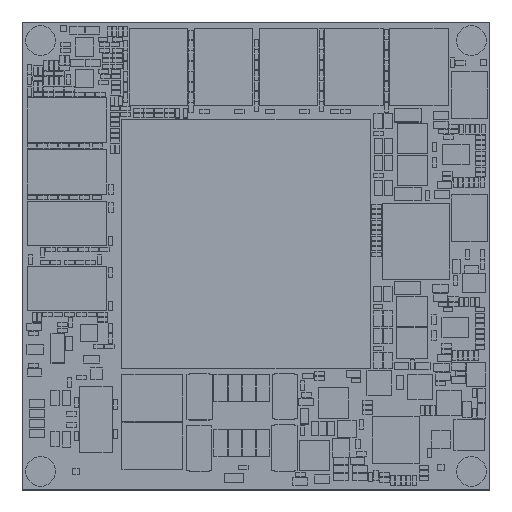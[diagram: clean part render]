
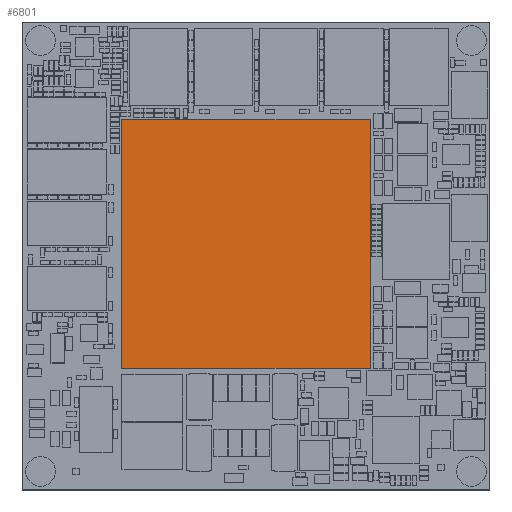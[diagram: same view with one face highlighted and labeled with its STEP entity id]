
A CAD part, top view. The second image highlights one B-rep face of the part: STEP entity #6801.
In plain terms, the highlighted planar face has unit normal (0, 0, 1).
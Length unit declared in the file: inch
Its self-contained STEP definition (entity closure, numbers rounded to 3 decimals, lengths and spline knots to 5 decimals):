
#4255=FACE_OUTER_BOUND($,#4489,.F.);
#4489=EDGE_LOOP($,(#7071,#7072,#7073,#7074));
#4737=AXIS2_PLACEMENT_3D($,#13335,#11023,$);
#6569=PLANE($,#4737);
#6801=ADVANCED_FACE($,(#4255),#6569,.T.);
#7071=ORIENTED_EDGE($,*,*,#8021,.T.);
#7072=ORIENTED_EDGE($,*,*,#8022,.T.);
#7073=ORIENTED_EDGE($,*,*,#8023,.T.);
#7074=ORIENTED_EDGE($,*,*,#8024,.T.);
#8021=EDGE_CURVE($,#9573,#9574,#9061,.T.);
#8022=EDGE_CURVE($,#9574,#9575,#9062,.T.);
#8023=EDGE_CURVE($,#9575,#9576,#9063,.T.);
#8024=EDGE_CURVE($,#9576,#9573,#9064,.T.);
#8543=VECTOR($,#11070,1.67322);
#8544=VECTOR($,#11071,1.67322);
#8545=VECTOR($,#11072,1.67322);
#8546=VECTOR($,#11073,1.67322);
#9061=LINE($,#13334,#8543);
#9062=LINE($,#13335,#8544);
#9063=LINE($,#13336,#8545);
#9064=LINE($,#13337,#8546);
#9573=VERTEX_POINT($,#13334);
#9574=VERTEX_POINT($,#13335);
#9575=VERTEX_POINT($,#13336);
#9576=VERTEX_POINT($,#13337);
#11023=DIRECTION($,(0.,0.,1.));
#11070=DIRECTION($,(1.,0.,0.));
#11071=DIRECTION($,(0.,-1.,0.));
#11072=DIRECTION($,(-1.,0.,0.));
#11073=DIRECTION($,(0.,1.,0.));
#13334=CARTESIAN_POINT('',(-0.83661,0.83661,0.14606));
#13335=CARTESIAN_POINT('',(0.83661,0.83661,0.14606));
#13336=CARTESIAN_POINT('',(0.83661,-0.83661,0.14606));
#13337=CARTESIAN_POINT('',(-0.83661,-0.83661,0.14606));
